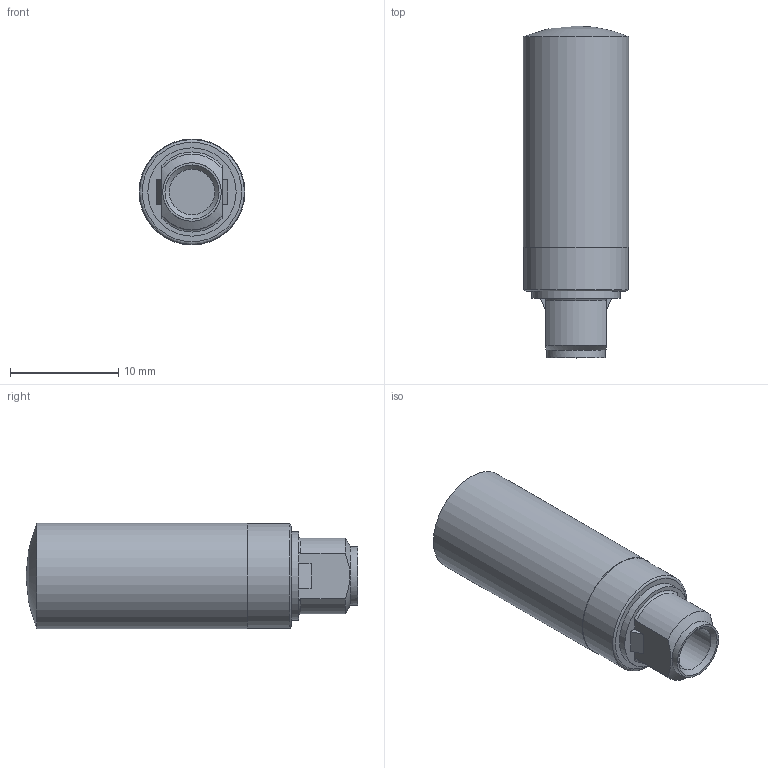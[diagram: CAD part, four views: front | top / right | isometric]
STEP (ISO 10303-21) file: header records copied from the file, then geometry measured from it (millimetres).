
FILE_DESCRIPTION(/* description */ ('STEP AP214'),/* implementation_level */ '2;1');
FILE_NAME(/* name */ '534218_UC-M7-50',/* time_stamp */ '2024-09-15T16:20:22+02:00',/* author */ ('License CC BY-ND 4.0'),/* organization */ ('CADENAS'),/* preprocessor_version */ 'ST-DEVELOPER v19.3',/* originating_system */ 'PARTsolutions',/* authorisation */ ' ');
FILE_SCHEMA (('AUTOMOTIVE_DESIGN {1 0 10303 214 3 1 1}'));
Length unit declared in the file: millimetre
Products named in the file (1): 534218 UC-M7-50
Bounding box: 9.8 x 30.7 x 9.8 mm (x, y, z)
Volume: 1867.8 mm3; surface area: 1140.9 mm2
Topology: 1 solids, 1 shells, 26 faces, 62 edges, 41 vertices
Faces by surface type: plane 13, cylinder 7, torus 3, cone 2, sphere 1
Full cylindrical faces by diameter (mm): 4.2 x1, 5.4 x1, 8.167 x1, 9.7 x1, 9.8 x1
Entity records: 884 total; most frequent: CARTESIAN_POINT 135, DIRECTION 114, ORIENTED_EDGE 96, EDGE_CURVE 48, AXIS2_PLACEMENT_3D 45, EDGE_LOOP 38, FACE_BOUND 38, VERTEX_POINT 36
